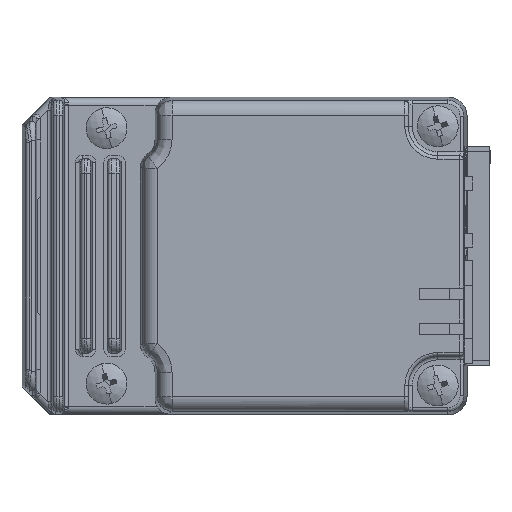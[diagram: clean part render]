
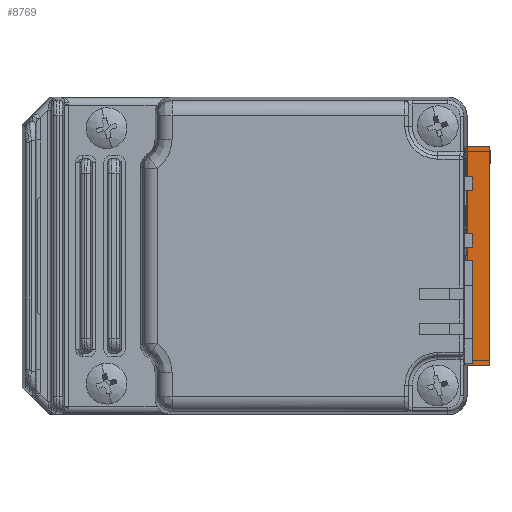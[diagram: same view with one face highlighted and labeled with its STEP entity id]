
A CAD part, front view. The second image highlights one B-rep face of the part: STEP entity #8769.
In plain terms, the highlighted planar face has unit normal (0, -1, 0).
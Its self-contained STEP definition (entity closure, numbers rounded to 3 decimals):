
#3 = VECTOR ( 'NONE', #13052, 1000. ) ;
#7 = CARTESIAN_POINT ( 'NONE',  ( 46.069, -73.208, 40.7 ) ) ;
#599 = EDGE_CURVE ( 'NONE', #15379, #6246, #1444, .T. ) ;
#1148 = FACE_OUTER_BOUND ( 'NONE', #7164, .T. ) ;
#1192 = LINE ( 'NONE', #9398, #15651 ) ;
#1261 = VERTEX_POINT ( 'NONE', #6548 ) ;
#1444 = LINE ( 'NONE', #14749, #11041 ) ;
#1464 = EDGE_CURVE ( 'NONE', #7826, #14410, #1192, .T. ) ;
#1883 = ORIENTED_EDGE ( 'NONE', *, *, #6877, .F. ) ;
#2280 = DIRECTION ( 'NONE',  ( 0., 0., 1. ) ) ;
#2338 = CARTESIAN_POINT ( 'NONE',  ( 36.469, -73.208, 40.7 ) ) ;
#2411 = LINE ( 'NONE', #7272, #3031 ) ;
#2647 = PLANE ( 'NONE',  #7632 ) ;
#2879 = VECTOR ( 'NONE', #9127, 1000. ) ;
#3031 = VECTOR ( 'NONE', #10086, 1000. ) ;
#3095 = CARTESIAN_POINT ( 'NONE',  ( 33.369, -73.208, 39.5 ) ) ;
#3483 = ORIENTED_EDGE ( 'NONE', *, *, #599, .T. ) ;
#3885 = VECTOR ( 'NONE', #6473, 1000. ) ;
#3894 = CARTESIAN_POINT ( 'NONE',  ( 46.069, -73.208, 69.5 ) ) ;
#4440 = EDGE_CURVE ( 'NONE', #4456, #7826, #2411, .T. ) ;
#4456 = VERTEX_POINT ( 'NONE', #15113 ) ;
#5053 = CARTESIAN_POINT ( 'NONE',  ( 46.069, -73.208, 39.5 ) ) ;
#5200 = DIRECTION ( 'NONE',  ( 0., 0., 1. ) ) ;
#5267 = ORIENTED_EDGE ( 'NONE', *, *, #15249, .F. ) ;
#6246 = VERTEX_POINT ( 'NONE', #3095 ) ;
#6418 = ORIENTED_EDGE ( 'NONE', *, *, #13064, .T. ) ;
#6473 = DIRECTION ( 'NONE',  ( -1., 0., 0. ) ) ;
#6528 = LINE ( 'NONE', #7, #2879 ) ;
#6548 = CARTESIAN_POINT ( 'NONE',  ( 36.469, -73.208, 40.7 ) ) ;
#6783 = VECTOR ( 'NONE', #2280, 1000. ) ;
#6877 = EDGE_CURVE ( 'NONE', #8791, #8803, #7745, .T. ) ;
#6975 = EDGE_CURVE ( 'NONE', #15379, #1261, #6528, .T. ) ;
#7164 = EDGE_LOOP ( 'NONE', ( #5267, #15738, #16752, #6418, #1883, #12586, #8455, #3483 ) ) ;
#7272 = CARTESIAN_POINT ( 'NONE',  ( 46.069, -73.208, 69.5 ) ) ;
#7417 = DIRECTION ( 'NONE',  ( 0., 0., -1. ) ) ;
#7632 = AXIS2_PLACEMENT_3D ( 'NONE', #3894, #16718, #5200 ) ;
#7745 = LINE ( 'NONE', #10339, #3 ) ;
#7793 = LINE ( 'NONE', #2338, #6783 ) ;
#7824 = CARTESIAN_POINT ( 'NONE',  ( 46.069, -73.208, 39.5 ) ) ;
#7826 = VERTEX_POINT ( 'NONE', #13675 ) ;
#8021 = LINE ( 'NONE', #11678, #9058 ) ;
#8455 = ORIENTED_EDGE ( 'NONE', *, *, #6975, .F. ) ;
#8769 = ADVANCED_FACE ( 'NONE', ( #1148 ), #2647, .F. ) ;
#8791 = VERTEX_POINT ( 'NONE', #14111 ) ;
#8803 = VERTEX_POINT ( 'NONE', #9031 ) ;
#9031 = CARTESIAN_POINT ( 'NONE',  ( 33.369, -73.208, 68.3 ) ) ;
#9058 = VECTOR ( 'NONE', #10119, 1000. ) ;
#9127 = DIRECTION ( 'NONE',  ( 1., 0., 0. ) ) ;
#9398 = CARTESIAN_POINT ( 'NONE',  ( 46.069, -73.208, 69.5 ) ) ;
#9457 = DIRECTION ( 'NONE',  ( 0., 0., -1. ) ) ;
#10086 = DIRECTION ( 'NONE',  ( 1., 0., 0. ) ) ;
#10119 = DIRECTION ( 'NONE',  ( 0., 0., -1. ) ) ;
#10339 = CARTESIAN_POINT ( 'NONE',  ( 46.069, -73.208, 68.3 ) ) ;
#11041 = VECTOR ( 'NONE', #7417, 1000. ) ;
#11678 = CARTESIAN_POINT ( 'NONE',  ( 33.369, -73.208, 69.5 ) ) ;
#12223 = LINE ( 'NONE', #5053, #3885 ) ;
#12586 = ORIENTED_EDGE ( 'NONE', *, *, #13804, .F. ) ;
#13052 = DIRECTION ( 'NONE',  ( -1., 0., 0. ) ) ;
#13064 = EDGE_CURVE ( 'NONE', #4456, #8803, #8021, .T. ) ;
#13675 = CARTESIAN_POINT ( 'NONE',  ( 46.069, -73.208, 69.5 ) ) ;
#13804 = EDGE_CURVE ( 'NONE', #1261, #8791, #7793, .T. ) ;
#14111 = CARTESIAN_POINT ( 'NONE',  ( 36.469, -73.208, 68.3 ) ) ;
#14410 = VERTEX_POINT ( 'NONE', #7824 ) ;
#14582 = CARTESIAN_POINT ( 'NONE',  ( 33.369, -73.208, 40.7 ) ) ;
#14749 = CARTESIAN_POINT ( 'NONE',  ( 33.369, -73.208, 69.5 ) ) ;
#15113 = CARTESIAN_POINT ( 'NONE',  ( 33.369, -73.208, 69.5 ) ) ;
#15249 = EDGE_CURVE ( 'NONE', #14410, #6246, #12223, .T. ) ;
#15379 = VERTEX_POINT ( 'NONE', #14582 ) ;
#15651 = VECTOR ( 'NONE', #9457, 1000. ) ;
#15738 = ORIENTED_EDGE ( 'NONE', *, *, #1464, .F. ) ;
#16718 = DIRECTION ( 'NONE',  ( 0., 1., 0. ) ) ;
#16752 = ORIENTED_EDGE ( 'NONE', *, *, #4440, .F. ) ;
